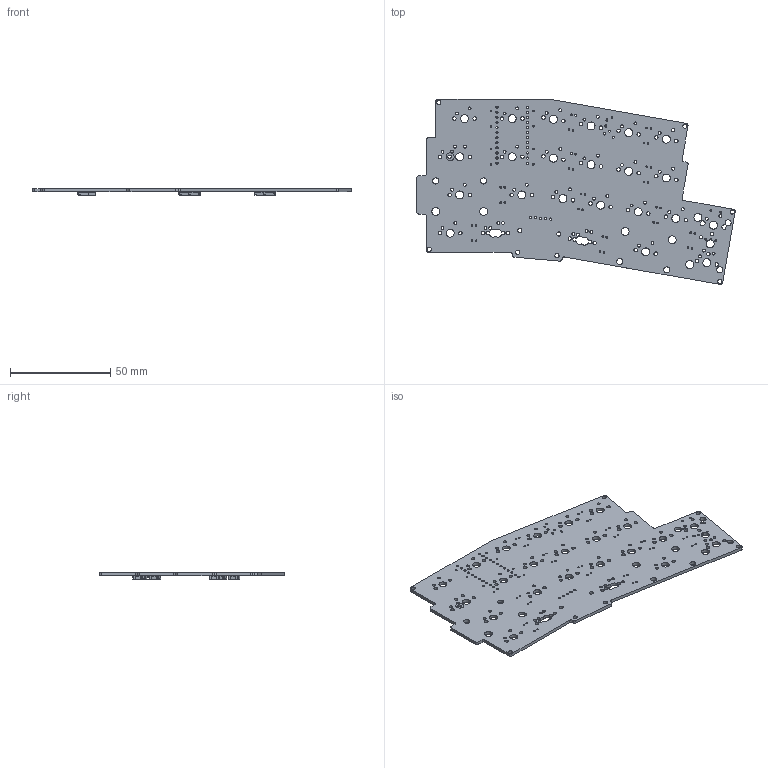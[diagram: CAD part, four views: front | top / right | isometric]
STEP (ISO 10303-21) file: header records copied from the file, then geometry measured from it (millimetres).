
FILE_DESCRIPTION(('KiCad electronic assembly'),'2;1');
FILE_NAME('chocobanan.step','2023-04-17T19:21:08',('Pcbnew'),('Kicad'), 'Open CASCADE STEP processor 7.6','KiCad to STEP converter','Unknown' );
FILE_SCHEMA(('AUTOMOTIVE_DESIGN { 1 0 10303 214 1 1 1 1 }'));
Length unit declared in the file: millimetre
Products named in the file (4): chocobanan 1; WS2812B; SOLID; _autosave-chocobanan PCB
Assembly tree (8 placements, depth 3):
  chocobanan 1
    WS2812B  x6
      SOLID
    _autosave-chocobanan PCB
Bounding box: 158.86 x 92.29 x 3.25 mm (x, y, z)
Volume: 16311.5 mm3; surface area: 23549.8 mm2
Topology: 7 solids, 7 shells, 727 faces, 2109 edges, 1380 vertices
Faces by surface type: bspline 408, cylinder 284, plane 35
Full cylindrical faces by diameter (mm): 0.8 x2, 0.813 x48, 1 x4, 1.092 x29, 1.47 x55, 1.75 x49, 2.1 x9, 3.048 x5, 3.988 x28
Entity records: 31045 total; most frequent: CARTESIAN_POINT 9283, DIRECTION 3457, ORIENTED_EDGE 2288, PCURVE 2288, DEFINITIONAL_REPRESENTATION 2288, LINE 1641, VECTOR 1641, EDGE_CURVE 1144
